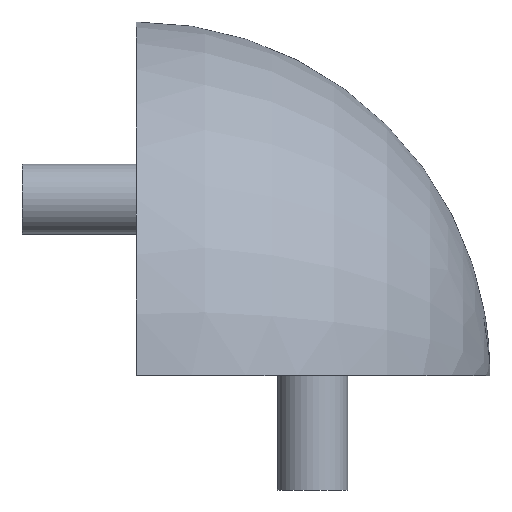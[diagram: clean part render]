
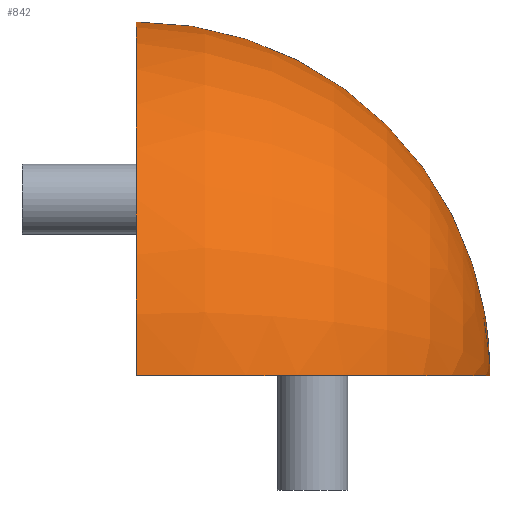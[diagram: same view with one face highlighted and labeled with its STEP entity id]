
A CAD part, front view. The second image highlights one B-rep face of the part: STEP entity #842.
In plain terms, the highlighted free-form (B-spline) face has degree [2, 2] with [5, 9] control points.
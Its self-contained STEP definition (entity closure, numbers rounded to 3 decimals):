
#760=CARTESIAN_POINT('',(21.141,218.574,-19.));
#761=CARTESIAN_POINT('',(21.2,218.574,-2.349));
#762=CARTESIAN_POINT('',(9.426,218.574,9.426));
#763=CARTESIAN_POINT('',(-2.349,218.574,21.2));
#764=CARTESIAN_POINT('',(-19.,218.574,21.141));
#765=CARTESIAN_POINT('',(21.141,218.574,-19.));
#766=CARTESIAN_POINT('',(21.2,201.923,-2.349));
#767=CARTESIAN_POINT('',(9.426,190.149,9.426));
#768=CARTESIAN_POINT('',(-2.349,178.374,21.2));
#769=CARTESIAN_POINT('',(-19.,178.433,21.141));
#770=CARTESIAN_POINT('',(21.141,218.574,-19.));
#771=CARTESIAN_POINT('',(21.2,201.923,-19.));
#772=CARTESIAN_POINT('',(9.426,190.149,-19.));
#773=CARTESIAN_POINT('',(-2.349,178.374,-19.));
#774=CARTESIAN_POINT('',(-19.,178.433,-19.));
#775=CARTESIAN_POINT('',(21.141,218.574,-19.));
#776=CARTESIAN_POINT('',(21.2,201.923,-35.651));
#777=CARTESIAN_POINT('',(9.426,190.149,-47.426));
#778=CARTESIAN_POINT('',(-2.349,178.374,-59.2));
#779=CARTESIAN_POINT('',(-19.,178.433,-59.141));
#780=CARTESIAN_POINT('',(21.141,218.574,-19.));
#781=CARTESIAN_POINT('',(21.2,218.574,-35.651));
#782=CARTESIAN_POINT('',(9.426,218.574,-47.426));
#783=CARTESIAN_POINT('',(-2.349,218.574,-59.2));
#784=CARTESIAN_POINT('',(-19.,218.574,-59.141));
#785=CARTESIAN_POINT('',(21.141,218.574,-19.));
#786=CARTESIAN_POINT('',(21.2,235.225,-35.651));
#787=CARTESIAN_POINT('',(9.426,247.,-47.426));
#788=CARTESIAN_POINT('',(-2.349,258.774,-59.2));
#789=CARTESIAN_POINT('',(-19.,258.715,-59.141));
#790=CARTESIAN_POINT('',(21.141,218.574,-19.));
#791=CARTESIAN_POINT('',(21.2,235.225,-19.));
#792=CARTESIAN_POINT('',(9.426,247.,-19.));
#793=CARTESIAN_POINT('',(-2.349,258.774,-19.));
#794=CARTESIAN_POINT('',(-19.,258.715,-19.));
#795=CARTESIAN_POINT('',(21.141,218.574,-19.));
#796=CARTESIAN_POINT('',(21.2,235.225,-2.349));
#797=CARTESIAN_POINT('',(9.426,247.,9.426));
#798=CARTESIAN_POINT('',(-2.349,258.774,21.2));
#799=CARTESIAN_POINT('',(-19.,258.715,21.141));
#800=CARTESIAN_POINT('',(21.141,218.574,-19.));
#801=CARTESIAN_POINT('',(21.2,218.574,-2.349));
#802=CARTESIAN_POINT('',(9.426,218.574,9.426));
#803=CARTESIAN_POINT('',(-2.349,218.574,21.2));
#804=CARTESIAN_POINT('',(-19.,218.574,21.141));
#812=(BOUNDED_SURFACE()B_SPLINE_SURFACE(2,2,((#760,#765,#770,#775,#780,#785,#790,#795,#800),(#761,#766,#771,#776,#781,#786,#791,#796,#801),(#762,#767,#772,#777,#782,#787,#792,#797,#802),(#763,#768,#773,#778,#783,#788,#793,#798,#803),(#764,#769,#774,#779,#784,#789,#794,#799,#804)),.UNSPECIFIED.,.F.,.T.,.U.)B_SPLINE_SURFACE_WITH_KNOTS((3,2,3),(3,2,2,2,3),(-1.574,-0.785,0.004),(0.0,1.571,3.142,4.712,6.283),.UNSPECIFIED.)GEOMETRIC_REPRESENTATION_ITEM()RATIONAL_B_SPLINE_SURFACE(((1.0,0.707,1.0,0.707,1.0,0.707,1.0,0.707,1.0),(0.923,0.653,0.923,0.653,0.923,0.653,0.923,0.653,0.923),(1.0,0.707,1.0,0.707,1.0,0.707,1.0,0.707,1.0),(0.923,0.653,0.923,0.653,0.923,0.653,0.923,0.653,0.923),(1.0,0.707,1.0,0.707,1.0,0.707,1.0,0.707,1.0)))REPRESENTATION_ITEM('')SURFACE());
#813=CARTESIAN_POINT('',(21.141,218.574,-19.));
#814=VERTEX_POINT('',#813);
#815=CARTESIAN_POINT('',(-19.,218.574,21.141));
#816=VERTEX_POINT('',#815);
#817=CARTESIAN_POINT('',(-18.859,218.574,-18.859));
#818=DIRECTION('',(0.0,-1.0,0.0));
#819=DIRECTION('',(-1.0,0.0,0.0));
#820=AXIS2_PLACEMENT_3D('',#817,#818,#819);
#821=CIRCLE('',#820,40.);
#822=EDGE_CURVE('',#814,#816,#821,.T.);
#823=ORIENTED_EDGE('',*,*,#822,.T.);
#824=CARTESIAN_POINT('',(-19.0,178.433,-19.));
#825=VERTEX_POINT('',#824);
#826=CARTESIAN_POINT('',(-19.,218.574,-19.));
#827=DIRECTION('',(-1.0,0.0,0.0));
#828=DIRECTION('',(0.0,-1.0,0.0));
#829=AXIS2_PLACEMENT_3D('',#826,#827,#828);
#830=CIRCLE('',#829,40.141);
#831=EDGE_CURVE('',#825,#816,#830,.T.);
#832=ORIENTED_EDGE('',*,*,#831,.F.);
#833=CARTESIAN_POINT('',(-18.859,218.433,-19.));
#834=DIRECTION('',(0.0,0.0,-1.0));
#835=DIRECTION('',(-1.0,0.0,0.0));
#836=AXIS2_PLACEMENT_3D('',#833,#834,#835);
#837=CIRCLE('',#836,40.);
#838=EDGE_CURVE('',#814,#825,#837,.T.);
#839=ORIENTED_EDGE('',*,*,#838,.F.);
#840=EDGE_LOOP('',(#823,#832,#839));
#841=FACE_OUTER_BOUND('',#840,.T.);
#842=ADVANCED_FACE('',(#841),#812,.T.);
